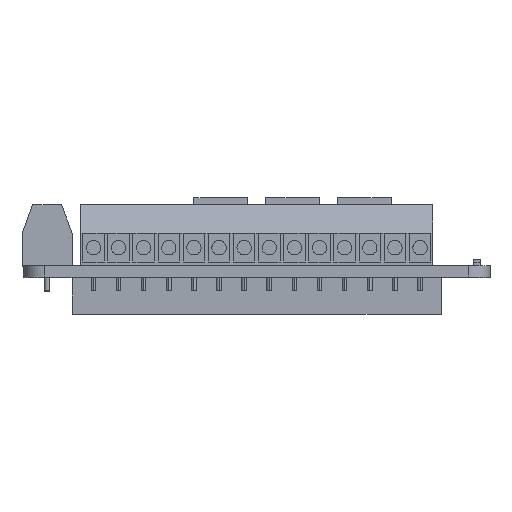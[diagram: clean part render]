
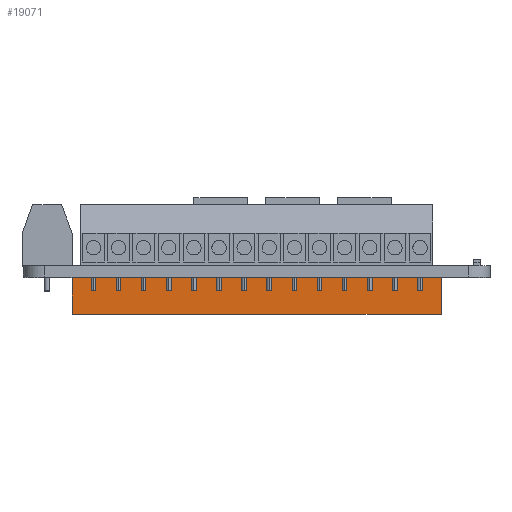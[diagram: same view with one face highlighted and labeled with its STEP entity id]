
A CAD part, top view. The second image highlights one B-rep face of the part: STEP entity #19071.
In plain terms, the highlighted free-form (B-spline) face has degree [1, 1] with [2, 2] control points.
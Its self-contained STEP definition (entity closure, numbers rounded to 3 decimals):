
#19071 = ADVANCED_FACE('',(#19072),#19102,.F.);
#19072 = FACE_BOUND('',#19073,.T.);
#19073 = EDGE_LOOP('',(#19074,#19083,#19090,#19097));
#19074 = ORIENTED_EDGE('',*,*,#19075,.F.);
#19075 = EDGE_CURVE('',#19076,#19078,#19080,.T.);
#19076 = VERTEX_POINT('',#19077);
#19077 = CARTESIAN_POINT('',(30.728,0.,-26.603));
#19078 = VERTEX_POINT('',#19079);
#19079 = CARTESIAN_POINT('',(30.728,-6.098,
    -26.603));
#19080 = B_SPLINE_CURVE_WITH_KNOTS('',1,(#19081,#19082),.UNSPECIFIED.,
  .F.,.F.,(2,2),(0.425,5.525),.PIECEWISE_BEZIER_KNOTS.);
#19081 = CARTESIAN_POINT('',(30.728,0.,-26.603));
#19082 = CARTESIAN_POINT('',(30.728,-6.098,
    -26.603));
#19083 = ORIENTED_EDGE('',*,*,#19084,.T.);
#19084 = EDGE_CURVE('',#19076,#19085,#19087,.T.);
#19085 = VERTEX_POINT('',#19086);
#19086 = CARTESIAN_POINT('',(-30.728,0.,-26.603));
#19087 = B_SPLINE_CURVE_WITH_KNOTS('',1,(#19088,#19089),.UNSPECIFIED.,
  .F.,.F.,(2,2),(0.,51.4),.PIECEWISE_BEZIER_KNOTS.);
#19088 = CARTESIAN_POINT('',(30.728,0.,-26.603));
#19089 = CARTESIAN_POINT('',(-30.728,0.,-26.603));
#19090 = ORIENTED_EDGE('',*,*,#19091,.F.);
#19091 = EDGE_CURVE('',#19092,#19085,#19094,.T.);
#19092 = VERTEX_POINT('',#19093);
#19093 = CARTESIAN_POINT('',(-30.728,-6.098,
    -26.603));
#19094 = B_SPLINE_CURVE_WITH_KNOTS('',1,(#19095,#19096),.UNSPECIFIED.,
  .F.,.F.,(2,2),(-5.525,-0.425),.PIECEWISE_BEZIER_KNOTS.);
#19095 = CARTESIAN_POINT('',(-30.728,-6.098,
    -26.603));
#19096 = CARTESIAN_POINT('',(-30.728,0.,-26.603));
#19097 = ORIENTED_EDGE('',*,*,#19098,.F.);
#19098 = EDGE_CURVE('',#19078,#19092,#19099,.T.);
#19099 = B_SPLINE_CURVE_WITH_KNOTS('',1,(#19100,#19101),.UNSPECIFIED.,
  .F.,.F.,(2,2),(-25.7,25.7),.PIECEWISE_BEZIER_KNOTS.);
#19100 = CARTESIAN_POINT('',(30.728,-6.098,
    -26.603));
#19101 = CARTESIAN_POINT('',(-30.728,-6.098,
    -26.603));
#19102 = B_SPLINE_SURFACE_WITH_KNOTS('',1,1,(
    (#19103,#19104)
    ,(#19105,#19106
  )),.UNSPECIFIED.,.F.,.F.,.F.,(2,2),(2,2),(-25.7,25.7),(0.425,5.525),
  .PIECEWISE_BEZIER_KNOTS.);
#19103 = CARTESIAN_POINT('',(-30.728,0.,-26.603));
#19104 = CARTESIAN_POINT('',(-30.728,-6.098,
    -26.603));
#19105 = CARTESIAN_POINT('',(30.728,0.,-26.603));
#19106 = CARTESIAN_POINT('',(30.728,-6.098,
    -26.603));
